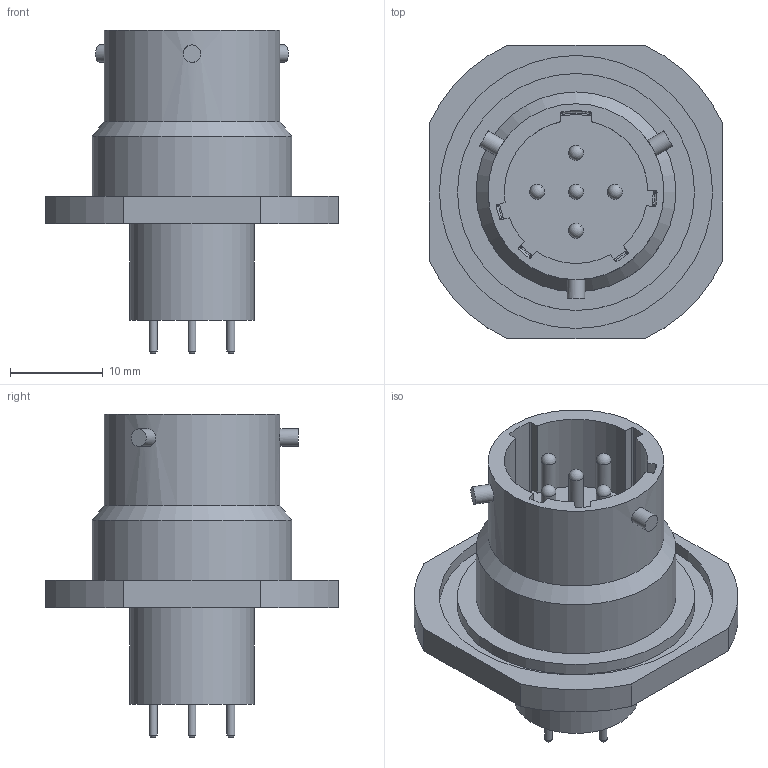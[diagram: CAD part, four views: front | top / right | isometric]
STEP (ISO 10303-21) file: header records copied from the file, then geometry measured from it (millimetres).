
FILE_DESCRIPTION(/* description */ (''),/* implementation_level */ '2;1');
FILE_NAME(/* name */ 'SOURIAU_UT07125P21E8T.stp',/* time_stamp */ '2016-03-03T13:45:18+01:00',/* author */ ('riccim'),/* organization */ (''),/* preprocessor_version */ 'ST-DEVELOPER v15.5',/* originating_system */ 'AutoCAD Mechanical',/* authorisation */ '');
FILE_SCHEMA (('AUTOMOTIVE_DESIGN { 1 0 10303 214 3 1 1 }'));
Length unit declared in the file: millimetre
Products named in the file (1): Product
Bounding box: 31.75 x 31.75 x 34.95 mm (x, y, z)
Volume: 7927.3 mm3; surface area: 5529.4 mm2
Topology: 13 solids, 13 shells, 131 faces, 284 edges, 180 vertices
Faces by surface type: cylinder 58, plane 47, bspline 10, cone 6, sphere 5, torus 5
Full cylindrical faces by diameter (mm): 0.85 x5, 1.6 x5, 1.89 x3, 13.4 x1, 16.7 x1, 19 x1, 21.58 x1, 25.6 x1, 29.5 x1
Entity records: 3786 total; most frequent: CARTESIAN_POINT 1153, DIRECTION 546, ORIENTED_EDGE 470, EDGE_CURVE 235, AXIS2_PLACEMENT_3D 225, EDGE_LOOP 163, VERTEX_POINT 162, FACE_OUTER_BOUND 131
